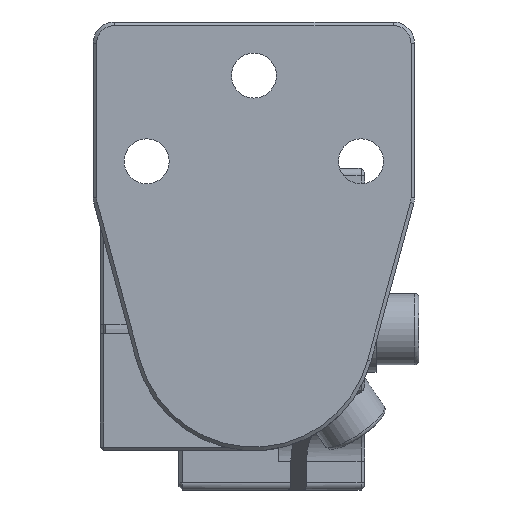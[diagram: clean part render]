
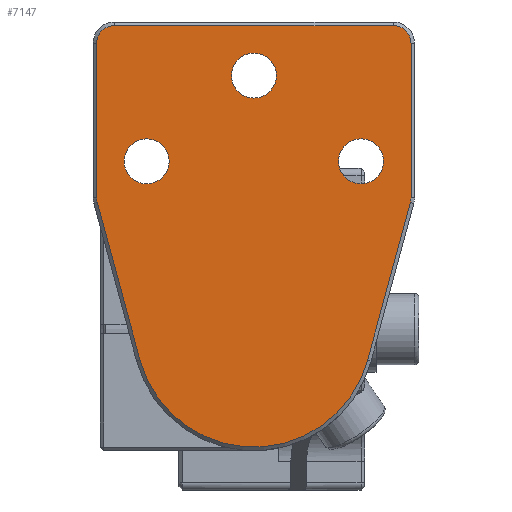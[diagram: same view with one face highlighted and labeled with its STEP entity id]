
A CAD part, front view. The second image highlights one B-rep face of the part: STEP entity #7147.
In plain terms, the highlighted planar face has unit normal (0, -1, 0).
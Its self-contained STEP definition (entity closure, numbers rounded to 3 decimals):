
#308=FACE_BOUND('',#1035,.T.);
#309=FACE_BOUND('',#1036,.T.);
#310=FACE_BOUND('',#1037,.T.);
#367=PLANE('',#7635);
#606=FACE_OUTER_BOUND('',#1034,.T.);
#1034=EDGE_LOOP('',(#4960,#4961,#4962,#4963,#4964,#4965,#4966,#4967,#4968,
#4969));
#1035=EDGE_LOOP('',(#4970));
#1036=EDGE_LOOP('',(#4971));
#1037=EDGE_LOOP('',(#4972));
#1500=LINE('',#10631,#2111);
#1504=LINE('',#10643,#2115);
#1508=LINE('',#10655,#2119);
#1512=LINE('',#10667,#2123);
#1516=LINE('',#10679,#2127);
#2111=VECTOR('',#8442,10.);
#2115=VECTOR('',#8454,10.);
#2119=VECTOR('',#8466,10.);
#2123=VECTOR('',#8478,10.);
#2127=VECTOR('',#8490,10.);
#2730=CIRCLE('',#7611,16.5);
#2732=CIRCLE('',#7615,2.5);
#2734=CIRCLE('',#7619,2.5);
#2736=CIRCLE('',#7623,2.5);
#2738=CIRCLE('',#7627,2.5);
#2741=CIRCLE('',#7636,3.15);
#2742=CIRCLE('',#7637,3.15);
#2743=CIRCLE('',#7638,3.15);
#3073=VERTEX_POINT('',#10624);
#3076=VERTEX_POINT('',#10629);
#3077=VERTEX_POINT('',#10633);
#3079=VERTEX_POINT('',#10639);
#3081=VERTEX_POINT('',#10645);
#3083=VERTEX_POINT('',#10651);
#3085=VERTEX_POINT('',#10657);
#3087=VERTEX_POINT('',#10663);
#3089=VERTEX_POINT('',#10669);
#3091=VERTEX_POINT('',#10675);
#3099=VERTEX_POINT('',#10706);
#3100=VERTEX_POINT('',#10708);
#3101=VERTEX_POINT('',#10710);
#3791=EDGE_CURVE('',#3076,#3073,#1500,.T.);
#3794=EDGE_CURVE('',#3073,#3077,#2730,.T.);
#3797=EDGE_CURVE('',#3077,#3079,#1504,.T.);
#3800=EDGE_CURVE('',#3079,#3081,#2732,.T.);
#3803=EDGE_CURVE('',#3081,#3083,#1508,.T.);
#3806=EDGE_CURVE('',#3083,#3085,#2734,.T.);
#3809=EDGE_CURVE('',#3085,#3087,#1512,.T.);
#3812=EDGE_CURVE('',#3087,#3089,#2736,.T.);
#3815=EDGE_CURVE('',#3089,#3091,#1516,.T.);
#3817=EDGE_CURVE('',#3091,#3076,#2738,.T.);
#3829=EDGE_CURVE('',#3099,#3099,#2741,.T.);
#3830=EDGE_CURVE('',#3100,#3100,#2742,.T.);
#3831=EDGE_CURVE('',#3101,#3101,#2743,.T.);
#4960=ORIENTED_EDGE('',*,*,#3791,.F.);
#4961=ORIENTED_EDGE('',*,*,#3817,.F.);
#4962=ORIENTED_EDGE('',*,*,#3815,.F.);
#4963=ORIENTED_EDGE('',*,*,#3812,.F.);
#4964=ORIENTED_EDGE('',*,*,#3809,.F.);
#4965=ORIENTED_EDGE('',*,*,#3806,.F.);
#4966=ORIENTED_EDGE('',*,*,#3803,.F.);
#4967=ORIENTED_EDGE('',*,*,#3800,.F.);
#4968=ORIENTED_EDGE('',*,*,#3797,.F.);
#4969=ORIENTED_EDGE('',*,*,#3794,.F.);
#4970=ORIENTED_EDGE('',*,*,#3829,.T.);
#4971=ORIENTED_EDGE('',*,*,#3830,.T.);
#4972=ORIENTED_EDGE('',*,*,#3831,.T.);
#7147=ADVANCED_FACE('',(#606,#308,#309,#310),#367,.F.);
#7611=AXIS2_PLACEMENT_3D('',#10637,#8448,#8449);
#7615=AXIS2_PLACEMENT_3D('',#10649,#8460,#8461);
#7619=AXIS2_PLACEMENT_3D('',#10661,#8472,#8473);
#7623=AXIS2_PLACEMENT_3D('',#10673,#8484,#8485);
#7627=AXIS2_PLACEMENT_3D('',#10682,#8495,#8496);
#7635=AXIS2_PLACEMENT_3D('',#10705,#8520,#8521);
#7636=AXIS2_PLACEMENT_3D('',#10707,#8522,#8523);
#7637=AXIS2_PLACEMENT_3D('',#10709,#8524,#8525);
#7638=AXIS2_PLACEMENT_3D('',#10711,#8526,#8527);
#8442=DIRECTION('',(-0.262,0.,-0.965));
#8448=DIRECTION('center_axis',(0.,1.,0.));
#8449=DIRECTION('ref_axis',(0.965,0.,-0.262));
#8454=DIRECTION('',(-0.262,0.,0.965));
#8460=DIRECTION('center_axis',(0.,1.,0.));
#8461=DIRECTION('ref_axis',(-0.991,0.,-0.132));
#8466=DIRECTION('',(0.,0.,1.));
#8472=DIRECTION('center_axis',(0.,1.,0.));
#8473=DIRECTION('ref_axis',(-0.707,0.,0.707));
#8478=DIRECTION('',(1.,0.,0.));
#8484=DIRECTION('center_axis',(0.,1.,0.));
#8485=DIRECTION('ref_axis',(0.707,0.,0.707));
#8490=DIRECTION('',(0.,0.,-1.));
#8495=DIRECTION('center_axis',(0.,1.,0.));
#8496=DIRECTION('ref_axis',(0.991,0.,-0.132));
#8520=DIRECTION('center_axis',(0.,1.,0.));
#8521=DIRECTION('ref_axis',(0.,0.,
1.));
#8522=DIRECTION('center_axis',(0.,1.,0.));
#8523=DIRECTION('ref_axis',(0.,0.,
1.));
#8524=DIRECTION('center_axis',(0.,1.,0.));
#8525=DIRECTION('ref_axis',(0.,0.,
1.));
#8526=DIRECTION('center_axis',(0.,1.,0.));
#8527=DIRECTION('ref_axis',(0.,0.,
1.));
#10624=CARTESIAN_POINT('',(15.924,0.,-47.322));
#10629=CARTESIAN_POINT('',(21.913,0.,-25.255));
#10631=CARTESIAN_POINT('',(21.398,0.,-27.154));
#10633=CARTESIAN_POINT('',(-15.924,0.,-47.322));
#10637=CARTESIAN_POINT('Origin',(0.,0.,
-43.));
#10639=CARTESIAN_POINT('',(-21.912,0.,-25.255));
#10643=CARTESIAN_POINT('',(-18.35,0.,-38.38));
#10645=CARTESIAN_POINT('',(-22.,0.,-24.6));
#10649=CARTESIAN_POINT('Origin',(-19.5,0.,
-24.6));
#10651=CARTESIAN_POINT('',(-22.,0.,-3.));
#10655=CARTESIAN_POINT('',(-22.,0.,-24.4));
#10657=CARTESIAN_POINT('',(-19.5,0.,-0.5));
#10661=CARTESIAN_POINT('Origin',(-19.5,0.,
-3.));
#10663=CARTESIAN_POINT('',(19.5,0.,-0.5));
#10667=CARTESIAN_POINT('',(-11.25,0.,-0.5));
#10669=CARTESIAN_POINT('',(22.,0.,-3.));
#10673=CARTESIAN_POINT('Origin',(19.5,0.,
-3.));
#10675=CARTESIAN_POINT('',(22.,0.,-24.6));
#10679=CARTESIAN_POINT('',(22.,0.,-11.9));
#10682=CARTESIAN_POINT('Origin',(19.5,0.,
-24.6));
#10705=CARTESIAN_POINT('Origin',(0.,0.,
-23.799));
#10706=CARTESIAN_POINT('',(0.,0.,-10.65));
#10707=CARTESIAN_POINT('Origin',(0.,0.,
-7.5));
#10708=CARTESIAN_POINT('',(-15.,0.,-22.65));
#10709=CARTESIAN_POINT('Origin',(-15.,0.,
-19.5));
#10710=CARTESIAN_POINT('',(15.,0.,-22.65));
#10711=CARTESIAN_POINT('Origin',(15.,0.,
-19.5));
